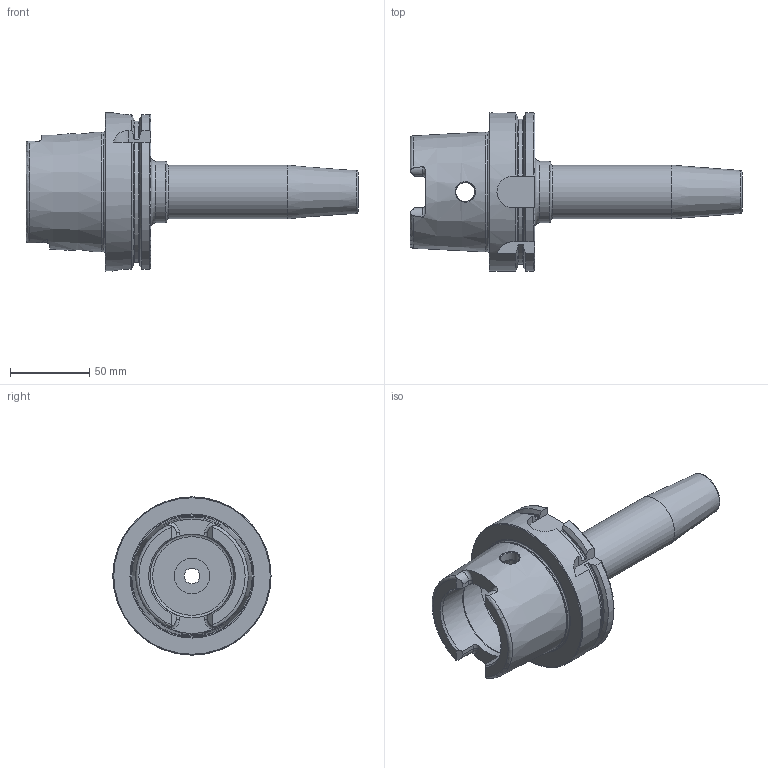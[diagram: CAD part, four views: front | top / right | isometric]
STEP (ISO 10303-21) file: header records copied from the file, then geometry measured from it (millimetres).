
FILE_DESCRIPTION(/* description */ (''),/* implementation_level */ '2;1');
FILE_NAME(/* name */ 'LO-HSK100A-SFH16CR-160.stp',/* time_stamp */ '2024-10-31T12:09:08+09:00',/* author */ ('SSKT'),/* organization */ (''),/* preprocessor_version */ 'ST-DEVELOPER v20',/* originating_system */ 'Autodesk Inventor 2025',/* authorisation */ '');
FILE_SCHEMA (('AUTOMOTIVE_DESIGN { 1 0 10303 214 3 1 1 }'));
Length unit declared in the file: millimetre
Products named in the file (1): LO-HSK100A-SFH12CR-160
Bounding box: 210 x 100 x 100 mm (x, y, z)
Volume: 350647.1 mm3; surface area: 68486.1 mm2
Topology: 1 solids, 1 shells, 124 faces, 333 edges, 217 vertices
Faces by surface type: plane 39, cylinder 38, torus 28, cone 17, bspline 2
Full cylindrical faces by diameter (mm): 2.459 x2, 10 x2, 10.917 x1, 12 x2, 16 x1, 17.2 x1, 22.376 x1, 25 x1, 34 x1, 39 x1, 53 x2, 63 x1, 75.415 x1, 100 x1
Entity records: 4699 total; most frequent: CARTESIAN_POINT 1563, ORIENTED_EDGE 662, DIRECTION 656, EDGE_CURVE 331, AXIS2_PLACEMENT_3D 274, VERTEX_POINT 217, EDGE_LOOP 138, CIRCLE 137
